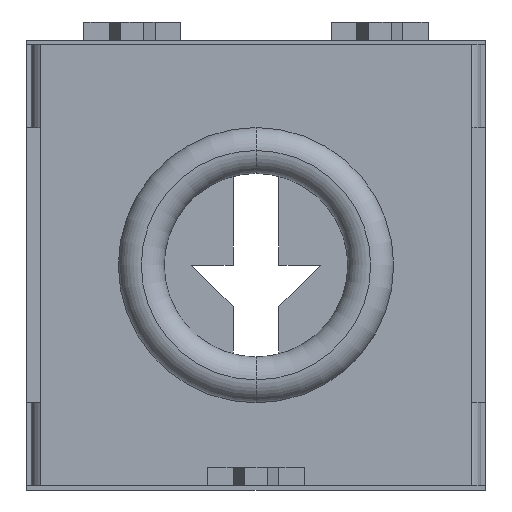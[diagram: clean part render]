
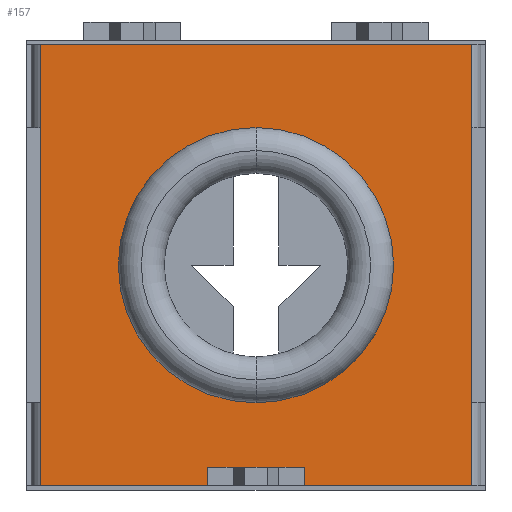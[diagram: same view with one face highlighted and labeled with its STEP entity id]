
A CAD part, front view. The second image highlights one B-rep face of the part: STEP entity #157.
In plain terms, the highlighted planar face has unit normal (0, -1, 0).
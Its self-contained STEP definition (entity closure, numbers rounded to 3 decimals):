
#103 = EDGE_CURVE ( 'NONE', #104, #127, #3637, .T. ) ;
#104 = VERTEX_POINT ( 'NONE', #3633 ) ;
#127 = VERTEX_POINT ( 'NONE', #3721 ) ;
#140 = ORIENTED_EDGE ( 'NONE', *, *, #103, .T. ) ;
#141 = ORIENTED_EDGE ( 'NONE', *, *, #171, .T. ) ;
#142 = ORIENTED_EDGE ( 'NONE', *, *, #5164, .T. ) ;
#143 = ORIENTED_EDGE ( 'NONE', *, *, #175, .T. ) ;
#144 = ORIENTED_EDGE ( 'NONE', *, *, #2872, .T. ) ;
#145 = EDGE_LOOP ( 'NONE', ( #146, #147 ) ) ;
#146 = ORIENTED_EDGE ( 'NONE', *, *, #2621, .F. ) ;
#147 = ORIENTED_EDGE ( 'NONE', *, *, #1686, .F. ) ;
#157 = ADVANCED_FACE ( 'NONE', ( #3779, #3774 ), #3812, .T. ) ;
#158 = EDGE_LOOP ( 'NONE', ( #159, #161, #162, #140, #141, #142, #143, #144 ) ) ;
#159 = ORIENTED_EDGE ( 'NONE', *, *, #160, .T. ) ;
#160 = EDGE_CURVE ( 'NONE', #2870, #2848, #3807, .T. ) ;
#161 = ORIENTED_EDGE ( 'NONE', *, *, #2847, .T. ) ;
#162 = ORIENTED_EDGE ( 'NONE', *, *, #165, .T. ) ;
#165 = EDGE_CURVE ( 'NONE', #2845, #104, #3803, .T. ) ;
#171 = EDGE_CURVE ( 'NONE', #127, #5155, #3835, .T. ) ;
#175 = EDGE_CURVE ( 'NONE', #5163, #2873, #3831, .T. ) ;
#1684 = VERTEX_POINT ( 'NONE', #9184 ) ;
#1686 = EDGE_CURVE ( 'NONE', #1684, #1687, #9183, .T. ) ;
#1687 = VERTEX_POINT ( 'NONE', #9178 ) ;
#2621 = EDGE_CURVE ( 'NONE', #1687, #1684, #11533, .T. ) ;
#2845 = VERTEX_POINT ( 'NONE', #12302 ) ;
#2847 = EDGE_CURVE ( 'NONE', #2848, #2845, #12301, .T. ) ;
#2848 = VERTEX_POINT ( 'NONE', #12297 ) ;
#2870 = VERTEX_POINT ( 'NONE', #12372 ) ;
#2872 = EDGE_CURVE ( 'NONE', #2873, #2870, #12371, .T. ) ;
#2873 = VERTEX_POINT ( 'NONE', #12367 ) ;
#3633 = CARTESIAN_POINT ( 'NONE',  ( -3.697, -0.2, -7.981 ) ) ;
#3634 = DIRECTION ( 'NONE',  ( 0., 0., 1. ) ) ;
#3635 = VECTOR ( 'NONE', #3634, 1000. ) ;
#3636 = CARTESIAN_POINT ( 'NONE',  ( -3.697, -0.2, -7.981 ) ) ;
#3637 = LINE ( 'NONE', #3636, #3635 ) ;
#3721 = CARTESIAN_POINT ( 'NONE',  ( -3.697, -0.2, -7.581 ) ) ;
#3774 = FACE_BOUND ( 'NONE', #145, .T. ) ;
#3779 = FACE_OUTER_BOUND ( 'NONE', #158, .T. ) ;
#3799 = DIRECTION ( 'NONE',  ( 1., 0., 0. ) ) ;
#3800 = VECTOR ( 'NONE', #3799, 1000. ) ;
#3801 = CARTESIAN_POINT ( 'NONE',  ( -7.347, -0.2, -7.981 ) ) ;
#3803 = LINE ( 'NONE', #3801, #3800 ) ;
#3804 = DIRECTION ( 'NONE',  ( -1., 0., 0. ) ) ;
#3805 = VECTOR ( 'NONE', #3804, 1000. ) ;
#3806 = CARTESIAN_POINT ( 'NONE',  ( 2.053, -0.2, 1.619 ) ) ;
#3807 = LINE ( 'NONE', #3806, #3805 ) ;
#3808 = DIRECTION ( 'NONE',  ( 0., 0., -1. ) ) ;
#3809 = DIRECTION ( 'NONE',  ( 0., -1., 0. ) ) ;
#3810 = CARTESIAN_POINT ( 'NONE',  ( -7.347, -0.2, 1.619 ) ) ;
#3811 = AXIS2_PLACEMENT_3D ( 'NONE', #3810, #3809, #3808 ) ;
#3812 = PLANE ( 'NONE',  #3811 ) ;
#3827 = DIRECTION ( 'NONE',  ( 1., 0., 0. ) ) ;
#3828 = VECTOR ( 'NONE', #3827, 1000. ) ;
#3829 = CARTESIAN_POINT ( 'NONE',  ( -1.597, -0.2, -7.981 ) ) ;
#3831 = LINE ( 'NONE', #3829, #3828 ) ;
#3832 = DIRECTION ( 'NONE',  ( 1., 0., 0. ) ) ;
#3833 = VECTOR ( 'NONE', #3832, 1000. ) ;
#3834 = CARTESIAN_POINT ( 'NONE',  ( -3.697, -0.2, -7.581 ) ) ;
#3835 = LINE ( 'NONE', #3834, #3833 ) ;
#5155 = VERTEX_POINT ( 'NONE', #14084 ) ;
#5163 = VERTEX_POINT ( 'NONE', #14071 ) ;
#5164 = EDGE_CURVE ( 'NONE', #5155, #5163, #14070, .T. ) ;
#9178 = CARTESIAN_POINT ( 'NONE',  ( -2.647, -0.2, -6.181 ) ) ;
#9179 = DIRECTION ( 'NONE',  ( 0., 0., -1. ) ) ;
#9180 = DIRECTION ( 'NONE',  ( 0., -1., 0. ) ) ;
#9181 = CARTESIAN_POINT ( 'NONE',  ( -2.647, -0.2, -3.181 ) ) ;
#9182 = AXIS2_PLACEMENT_3D ( 'NONE', #9181, #9180, #9179 ) ;
#9183 = CIRCLE ( 'NONE', #9182, 3. ) ;
#9184 = CARTESIAN_POINT ( 'NONE',  ( -2.647, -0.2, -0.181 ) ) ;
#11533 = CIRCLE ( 'NONE', #11538, 3. ) ;
#11538 = AXIS2_PLACEMENT_3D ( 'NONE', #11587, #11586, #11585 ) ;
#11585 = DIRECTION ( 'NONE',  ( 0., 0., -1. ) ) ;
#11586 = DIRECTION ( 'NONE',  ( 0., -1., 0. ) ) ;
#11587 = CARTESIAN_POINT ( 'NONE',  ( -2.647, -0.2, -3.181 ) ) ;
#12297 = CARTESIAN_POINT ( 'NONE',  ( -7.347, -0.2, 1.619 ) ) ;
#12298 = DIRECTION ( 'NONE',  ( 0., 0., -1. ) ) ;
#12299 = VECTOR ( 'NONE', #12298, 1000. ) ;
#12300 = CARTESIAN_POINT ( 'NONE',  ( -7.347, -0.2, 1.619 ) ) ;
#12301 = LINE ( 'NONE', #12300, #12299 ) ;
#12302 = CARTESIAN_POINT ( 'NONE',  ( -7.347, -0.2, -7.981 ) ) ;
#12367 = CARTESIAN_POINT ( 'NONE',  ( 2.053, -0.2, -7.981 ) ) ;
#12368 = DIRECTION ( 'NONE',  ( 0., 0., 1. ) ) ;
#12369 = VECTOR ( 'NONE', #12368, 1000. ) ;
#12370 = CARTESIAN_POINT ( 'NONE',  ( 2.053, -0.2, -7.981 ) ) ;
#12371 = LINE ( 'NONE', #12370, #12369 ) ;
#12372 = CARTESIAN_POINT ( 'NONE',  ( 2.053, -0.2, 1.619 ) ) ;
#14067 = DIRECTION ( 'NONE',  ( 0., 0., -1. ) ) ;
#14068 = VECTOR ( 'NONE', #14067, 1000. ) ;
#14069 = CARTESIAN_POINT ( 'NONE',  ( -1.597, -0.2, -7.581 ) ) ;
#14070 = LINE ( 'NONE', #14069, #14068 ) ;
#14071 = CARTESIAN_POINT ( 'NONE',  ( -1.597, -0.2, -7.981 ) ) ;
#14084 = CARTESIAN_POINT ( 'NONE',  ( -1.597, -0.2, -7.581 ) ) ;
